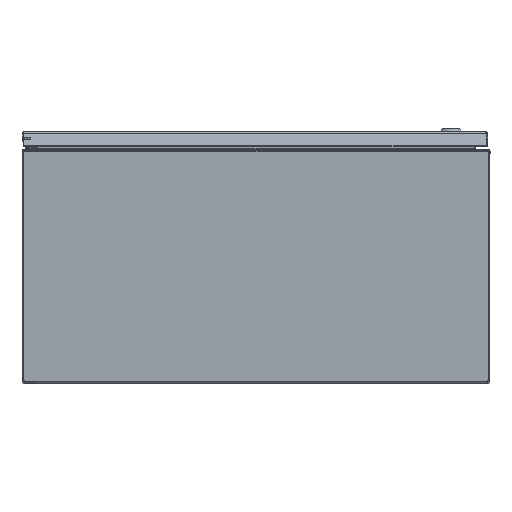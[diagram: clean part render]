
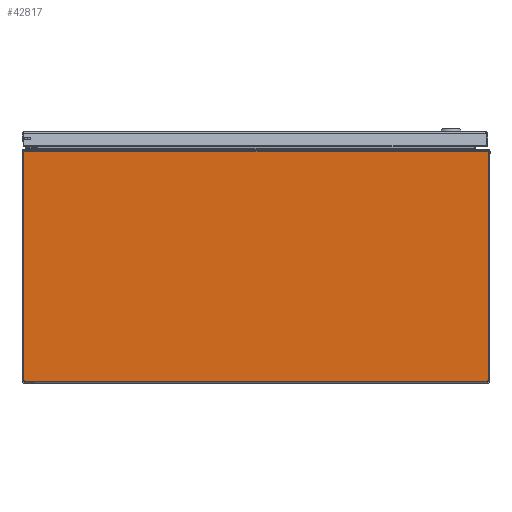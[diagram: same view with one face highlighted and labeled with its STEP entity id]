
A CAD part, front view. The second image highlights one B-rep face of the part: STEP entity #42817.
In plain terms, the highlighted planar face has unit normal (0, -1, 0).
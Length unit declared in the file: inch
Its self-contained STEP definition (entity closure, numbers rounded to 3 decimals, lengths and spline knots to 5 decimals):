
#1543 = FACE_OUTER_BOUND ( 'NONE', #47718, .T. ) ;
#2361 = VERTEX_POINT ( 'NONE', #9966 ) ;
#5930 = EDGE_CURVE ( 'NONE', #37484, #2361, #20309, .T. ) ;
#7360 = CARTESIAN_POINT ( 'NONE',  ( -11.963, -14.39682, 0.10525 ) ) ;
#9966 = CARTESIAN_POINT ( 'NONE',  ( 11.963, -14.39682, 11.89475 ) ) ;
#14429 = ORIENTED_EDGE ( 'NONE', *, *, #47469, .T. ) ;
#14716 = EDGE_CURVE ( 'NONE', #39453, #52667, #60165, .T. ) ;
#15666 = LINE ( 'NONE', #7360, #35808 ) ;
#15950 = ORIENTED_EDGE ( 'NONE', *, *, #5930, .F. ) ;
#17182 = DIRECTION ( 'NONE',  ( 0., 0., -1. ) ) ;
#18032 = LINE ( 'NONE', #85271, #68962 ) ;
#19820 = DIRECTION ( 'NONE',  ( 1., 0., 0. ) ) ;
#20309 = LINE ( 'NONE', #71084, #51191 ) ;
#21734 = VERTEX_POINT ( 'NONE', #99294 ) ;
#26328 = DIRECTION ( 'NONE',  ( 0., 1., 0. ) ) ;
#31722 = ORIENTED_EDGE ( 'NONE', *, *, #14716, .F. ) ;
#32544 = DIRECTION ( 'NONE',  ( 0., 0., -1. ) ) ;
#33663 = ORIENTED_EDGE ( 'NONE', *, *, #94282, .T. ) ;
#35249 = ORIENTED_EDGE ( 'NONE', *, *, #83028, .F. ) ;
#35808 = VECTOR ( 'NONE', #50840, 39.37008 ) ;
#37484 = VERTEX_POINT ( 'NONE', #43757 ) ;
#39453 = VERTEX_POINT ( 'NONE', #45603 ) ;
#41190 = CARTESIAN_POINT ( 'NONE',  ( -11.93789, -14.39682, 0.06211 ) ) ;
#41828 = DIRECTION ( 'NONE',  ( 0., 0., -1. ) ) ;
#42189 = CARTESIAN_POINT ( 'NONE',  ( 11.93789, -14.39682, 0.06211 ) ) ;
#42817 = ADVANCED_FACE ( 'NONE', ( #1543 ), #104055, .F. ) ;
#43313 = DIRECTION ( 'NONE',  ( 0., 1., 0. ) ) ;
#43757 = CARTESIAN_POINT ( 'NONE',  ( -11.963, -14.39682, 11.89475 ) ) ;
#45603 = CARTESIAN_POINT ( 'NONE',  ( 11.88277, -14.39682, 0.10525 ) ) ;
#47469 = EDGE_CURVE ( 'NONE', #39453, #64291, #57891, .T. ) ;
#47718 = EDGE_LOOP ( 'NONE', ( #31722, #14429, #94206, #15950, #35249, #33663 ) ) ;
#50840 = DIRECTION ( 'NONE',  ( 0., 0., 1. ) ) ;
#51191 = VECTOR ( 'NONE', #19820, 39.37008 ) ;
#51878 = CARTESIAN_POINT ( 'NONE',  ( 11.963, -14.39682, 0.12745 ) ) ;
#52667 = VERTEX_POINT ( 'NONE', #74516 ) ;
#52755 = EDGE_CURVE ( 'NONE', #2361, #64291, #18032, .T. ) ;
#57534 = CIRCLE ( 'NONE', #98469, 0.07 ) ;
#57891 = CIRCLE ( 'NONE', #61687, 0.07 ) ;
#60165 = LINE ( 'NONE', #77692, #73485 ) ;
#61687 = AXIS2_PLACEMENT_3D ( 'NONE', #42189, #43313, #41828 ) ;
#64291 = VERTEX_POINT ( 'NONE', #51878 ) ;
#66661 = AXIS2_PLACEMENT_3D ( 'NONE', #95801, #26328, #94672 ) ;
#68962 = VECTOR ( 'NONE', #32544, 39.37008 ) ;
#71084 = CARTESIAN_POINT ( 'NONE',  ( 0., -14.39682, 11.89475 ) ) ;
#73485 = VECTOR ( 'NONE', #78801, 39.37008 ) ;
#74516 = CARTESIAN_POINT ( 'NONE',  ( -11.88277, -14.39682, 0.10525 ) ) ;
#77692 = CARTESIAN_POINT ( 'NONE',  ( 0., -14.39682, 0.10525 ) ) ;
#78801 = DIRECTION ( 'NONE',  ( -1., 0., 0. ) ) ;
#83028 = EDGE_CURVE ( 'NONE', #21734, #37484, #15666, .T. ) ;
#84533 = DIRECTION ( 'NONE',  ( 0., 1., 0. ) ) ;
#85271 = CARTESIAN_POINT ( 'NONE',  ( 11.963, -14.39682, 0.10525 ) ) ;
#94206 = ORIENTED_EDGE ( 'NONE', *, *, #52755, .F. ) ;
#94282 = EDGE_CURVE ( 'NONE', #21734, #52667, #57534, .T. ) ;
#94672 = DIRECTION ( 'NONE',  ( 0., 0., 1. ) ) ;
#95801 = CARTESIAN_POINT ( 'NONE',  ( 0., -14.39682, -14.27261 ) ) ;
#98469 = AXIS2_PLACEMENT_3D ( 'NONE', #41190, #84533, #17182 ) ;
#99294 = CARTESIAN_POINT ( 'NONE',  ( -11.963, -14.39682, 0.12745 ) ) ;
#104055 = PLANE ( 'NONE',  #66661 ) ;
